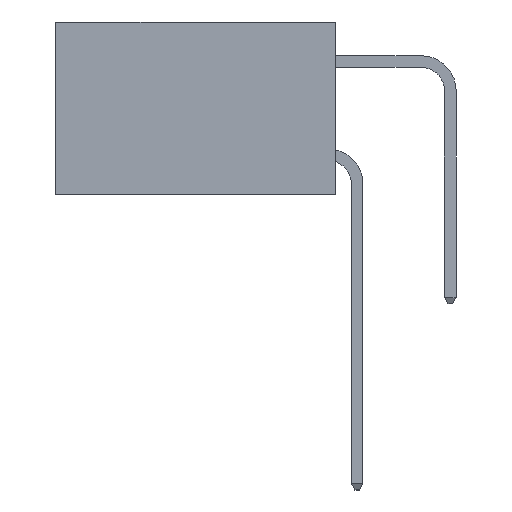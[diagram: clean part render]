
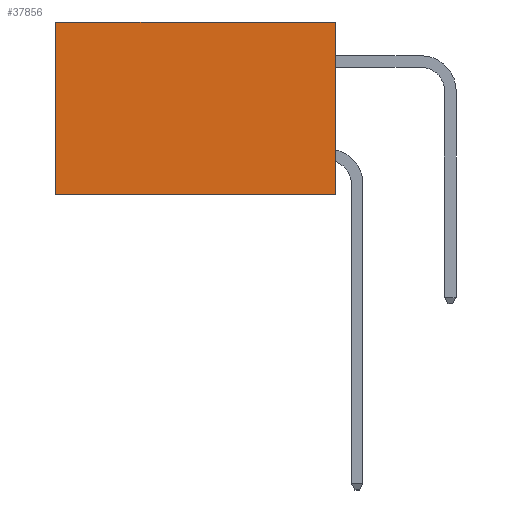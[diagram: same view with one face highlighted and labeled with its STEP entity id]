
A CAD part, left-side view. The second image highlights one B-rep face of the part: STEP entity #37856.
In plain terms, the highlighted planar face has unit normal (-1, 0, 0).
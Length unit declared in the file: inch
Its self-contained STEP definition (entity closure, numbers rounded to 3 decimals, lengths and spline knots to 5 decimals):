
#776 = LINE ( 'NONE', #13391, #37177 ) ;
#909 = CARTESIAN_POINT ( 'NONE',  ( 0.2875, 0., 0. ) ) ;
#1678 = LINE ( 'NONE', #13940, #20379 ) ;
#2110 = LINE ( 'NONE', #20193, #11716 ) ;
#2995 = CARTESIAN_POINT ( 'NONE',  ( 0.2875, 0., 0. ) ) ;
#4020 = DIRECTION ( 'NONE',  ( 0., 1., 0. ) ) ;
#4207 = ORIENTED_EDGE ( 'NONE', *, *, #34728, .F. ) ;
#4325 = ORIENTED_EDGE ( 'NONE', *, *, #12777, .F. ) ;
#4852 = EDGE_CURVE ( 'NONE', #14374, #34334, #36623, .T. ) ;
#5438 = PLANE ( 'NONE',  #6424 ) ;
#5588 = DIRECTION ( 'NONE',  ( 0., 0., -1. ) ) ;
#6424 = AXIS2_PLACEMENT_3D ( 'NONE', #35318, #32996, #8763 ) ;
#6767 = CARTESIAN_POINT ( 'NONE',  ( 0.2875, 0., -0.37 ) ) ;
#6890 = VERTEX_POINT ( 'NONE', #6767 ) ;
#8763 = DIRECTION ( 'NONE',  ( 0., 0., -1. ) ) ;
#11716 = VECTOR ( 'NONE', #26213, 39.37008 ) ;
#12777 = EDGE_CURVE ( 'NONE', #6890, #30041, #2110, .T. ) ;
#13208 = DIRECTION ( 'NONE',  ( 0., 0., -1. ) ) ;
#13391 = CARTESIAN_POINT ( 'NONE',  ( 0.2875, 0., 0. ) ) ;
#13670 = ORIENTED_EDGE ( 'NONE', *, *, #18881, .T. ) ;
#13940 = CARTESIAN_POINT ( 'NONE',  ( 0.2875, 0.6, 0. ) ) ;
#14374 = VERTEX_POINT ( 'NONE', #2995 ) ;
#18881 = EDGE_CURVE ( 'NONE', #34334, #30041, #1678, .T. ) ;
#19113 = VECTOR ( 'NONE', #4020, 39.37008 ) ;
#20193 = CARTESIAN_POINT ( 'NONE',  ( 0.2875, 0., -0.37 ) ) ;
#20379 = VECTOR ( 'NONE', #5588, 39.37008 ) ;
#22008 = CARTESIAN_POINT ( 'NONE',  ( 0.2875, 0.6, -0.37 ) ) ;
#22616 = ORIENTED_EDGE ( 'NONE', *, *, #4852, .T. ) ;
#26213 = DIRECTION ( 'NONE',  ( 0., 1., 0. ) ) ;
#27622 = CARTESIAN_POINT ( 'NONE',  ( 0.2875, 0.6, 0. ) ) ;
#30041 = VERTEX_POINT ( 'NONE', #22008 ) ;
#30176 = EDGE_LOOP ( 'NONE', ( #13670, #4325, #4207, #22616 ) ) ;
#32018 = FACE_OUTER_BOUND ( 'NONE', #30176, .T. ) ;
#32996 = DIRECTION ( 'NONE',  ( 1., 0., 0. ) ) ;
#34334 = VERTEX_POINT ( 'NONE', #27622 ) ;
#34728 = EDGE_CURVE ( 'NONE', #14374, #6890, #776, .T. ) ;
#35318 = CARTESIAN_POINT ( 'NONE',  ( 0.2875, 0., 0. ) ) ;
#36623 = LINE ( 'NONE', #909, #19113 ) ;
#37177 = VECTOR ( 'NONE', #13208, 39.37008 ) ;
#37856 = ADVANCED_FACE ( 'NONE', ( #32018 ), #5438, .F. ) ;
